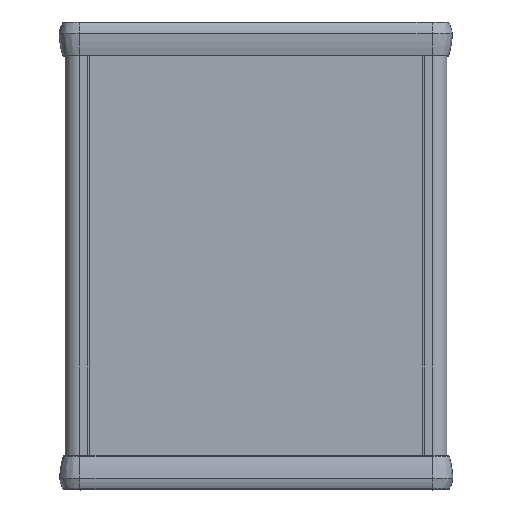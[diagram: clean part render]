
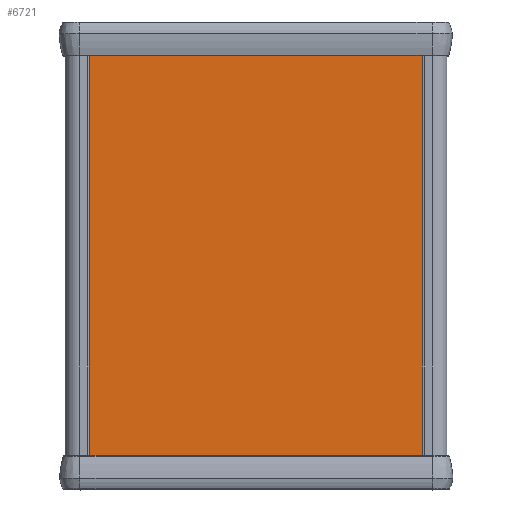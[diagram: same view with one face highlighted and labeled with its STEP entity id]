
A CAD part, top view. The second image highlights one B-rep face of the part: STEP entity #6721.
In plain terms, the highlighted face is planar.
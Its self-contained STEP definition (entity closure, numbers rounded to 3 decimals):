
#255=PLANE('',#7401);
#511=FACE_OUTER_BOUND('',#871,.T.);
#871=EDGE_LOOP('',(#5324,#5325,#5326,#5327));
#1237=LINE('',#10516,#1888);
#1476=LINE('',#11018,#2127);
#1477=LINE('',#11021,#2128);
#1478=LINE('',#11022,#2129);
#1888=VECTOR('',#8433,10.);
#2127=VECTOR('',#8890,10.);
#2128=VECTOR('',#8893,10.);
#2129=VECTOR('',#8894,10.);
#2960=VERTEX_POINT('',#10513);
#2961=VERTEX_POINT('',#10515);
#3115=VERTEX_POINT('',#11016);
#3116=VERTEX_POINT('',#11020);
#3702=EDGE_CURVE('',#2961,#2960,#1237,.T.);
#3955=EDGE_CURVE('',#2960,#3115,#1476,.T.);
#3956=EDGE_CURVE('',#3115,#3116,#1477,.T.);
#3957=EDGE_CURVE('',#2961,#3116,#1478,.T.);
#5324=ORIENTED_EDGE('',*,*,#3956,.T.);
#5325=ORIENTED_EDGE('',*,*,#3957,.F.);
#5326=ORIENTED_EDGE('',*,*,#3702,.T.);
#5327=ORIENTED_EDGE('',*,*,#3955,.T.);
#6721=ADVANCED_FACE('',(#511),#255,.T.);
#7401=AXIS2_PLACEMENT_3D('',#11019,#8891,#8892);
#8433=DIRECTION('',(-1.,0.,0.));
#8890=DIRECTION('',(0.,0.,1.));
#8891=DIRECTION('center_axis',(0.,1.,0.));
#8892=DIRECTION('ref_axis',(0.,0.,1.));
#8893=DIRECTION('',(1.,0.,0.));
#8894=DIRECTION('',(0.,0.,1.));
#10513=CARTESIAN_POINT('',(-44.85,26.76,-60.));
#10515=CARTESIAN_POINT('',(44.85,26.76,-60.));
#10516=CARTESIAN_POINT('',(44.85,26.76,-60.));
#11016=CARTESIAN_POINT('',(-44.85,26.76,60.));
#11018=CARTESIAN_POINT('',(-44.85,26.76,0.));
#11019=CARTESIAN_POINT('Origin',(-44.85,26.76,0.));
#11020=CARTESIAN_POINT('',(44.85,26.76,60.));
#11021=CARTESIAN_POINT('',(44.85,26.76,60.));
#11022=CARTESIAN_POINT('',(44.85,26.76,0.));
